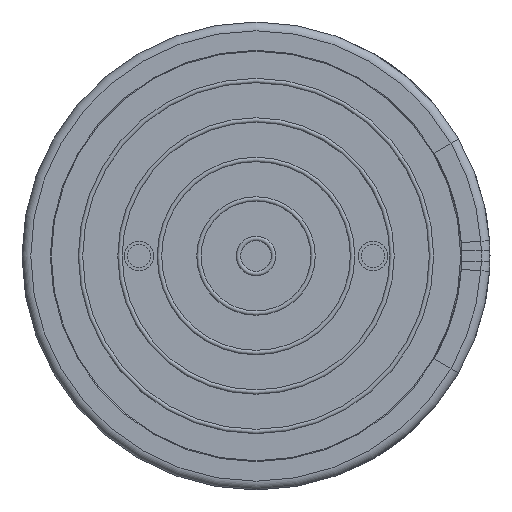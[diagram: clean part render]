
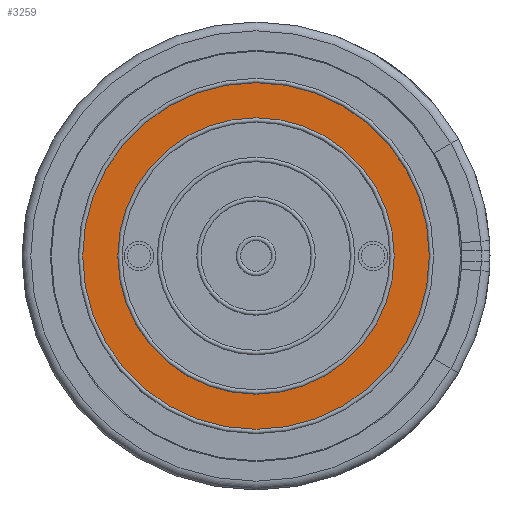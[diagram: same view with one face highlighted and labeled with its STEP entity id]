
A CAD part, front view. The second image highlights one B-rep face of the part: STEP entity #3259.
In plain terms, the highlighted planar face has unit normal (0, -1, 0).
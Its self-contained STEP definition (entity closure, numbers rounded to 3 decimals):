
#72=FACE_BOUND('',#517,.T.);
#243=PLANE('',#3626);
#364=FACE_OUTER_BOUND('',#516,.T.);
#516=EDGE_LOOP('',(#2914,#2915));
#517=EDGE_LOOP('',(#2916,#2917));
#1011=CIRCLE('',#3589,5.925);
#1012=CIRCLE('',#3590,5.925);
#1035=CIRCLE('',#3619,4.725);
#1036=CIRCLE('',#3620,4.725);
#1430=VERTEX_POINT('',#6602);
#1431=VERTEX_POINT('',#6603);
#1451=VERTEX_POINT('',#6656);
#1452=VERTEX_POINT('',#6657);
#1922=EDGE_CURVE('',#1430,#1431,#1011,.T.);
#1923=EDGE_CURVE('',#1431,#1430,#1012,.T.);
#1949=EDGE_CURVE('',#1451,#1452,#1035,.T.);
#1950=EDGE_CURVE('',#1452,#1451,#1036,.T.);
#2914=ORIENTED_EDGE('',*,*,#1922,.T.);
#2915=ORIENTED_EDGE('',*,*,#1923,.T.);
#2916=ORIENTED_EDGE('',*,*,#1949,.T.);
#2917=ORIENTED_EDGE('',*,*,#1950,.T.);
#3259=ADVANCED_FACE('',(#364,#72),#243,.T.);
#3589=AXIS2_PLACEMENT_3D('',#6604,#4365,#4366);
#3590=AXIS2_PLACEMENT_3D('',#6605,#4367,#4368);
#3619=AXIS2_PLACEMENT_3D('',#6658,#4428,#4429);
#3620=AXIS2_PLACEMENT_3D('',#6659,#4430,#4431);
#3626=AXIS2_PLACEMENT_3D('',#6669,#4444,#4445);
#4365=DIRECTION('center_axis',(0.,-1.,0.));
#4366=DIRECTION('ref_axis',(-1.,0.,0.));
#4367=DIRECTION('center_axis',(0.,-1.,0.));
#4368=DIRECTION('ref_axis',(-1.,0.,0.));
#4428=DIRECTION('center_axis',(0.,1.,0.));
#4429=DIRECTION('ref_axis',(-1.,0.,0.));
#4430=DIRECTION('center_axis',(0.,1.,0.));
#4431=DIRECTION('ref_axis',(-1.,0.,0.));
#4444=DIRECTION('center_axis',(0.,-1.,0.));
#4445=DIRECTION('ref_axis',(0.,0.,-1.));
#6602=CARTESIAN_POINT('',(-5.925,0.1,0.));
#6603=CARTESIAN_POINT('',(5.925,0.1,0.));
#6604=CARTESIAN_POINT('Origin',(0.,0.1,0.));
#6605=CARTESIAN_POINT('Origin',(0.,0.1,0.));
#6656=CARTESIAN_POINT('',(-4.725,0.1,0.));
#6657=CARTESIAN_POINT('',(4.725,0.1,0.));
#6658=CARTESIAN_POINT('Origin',(0.,0.1,0.));
#6659=CARTESIAN_POINT('Origin',(0.,0.1,0.));
#6669=CARTESIAN_POINT('Origin',(0.,0.1,0.));
